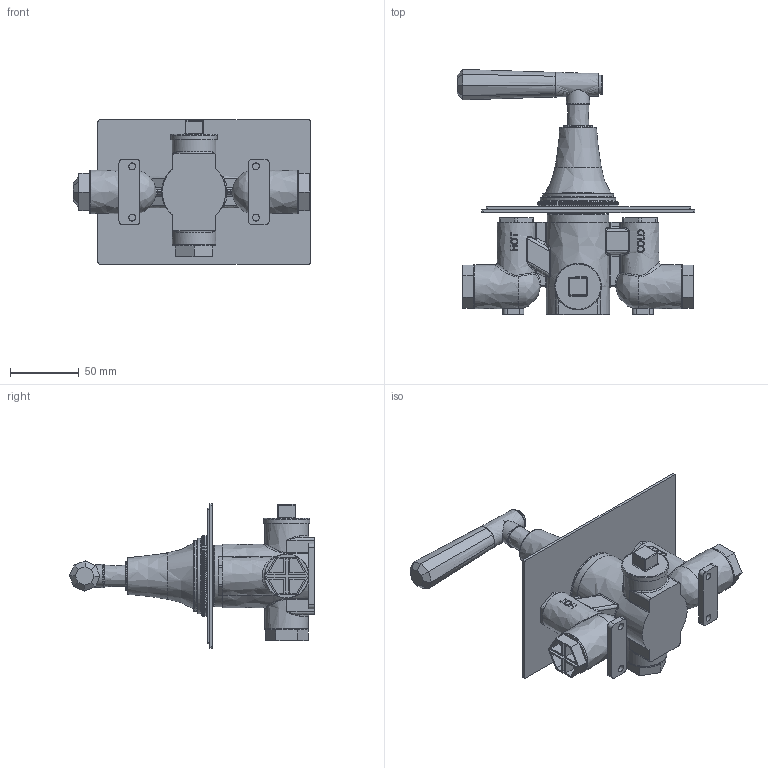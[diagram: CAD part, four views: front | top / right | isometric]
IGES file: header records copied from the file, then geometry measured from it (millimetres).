
Global section: file name: V600-T2BCR CCR; native system: Autodesk Inventor 2020; preprocessor: unknown; author: adaniels; date: 20210812.135447; units: millimetre
Bounding box: 173 x 178.53 x 105 mm (x, y, z)
Volume: 437706.8 mm3; surface area: 199026.5 mm2
Topology: 47 solids, 51 shells, 2479 faces, 6335 edges, 4076 vertices
Faces by surface type: bspline 2479
